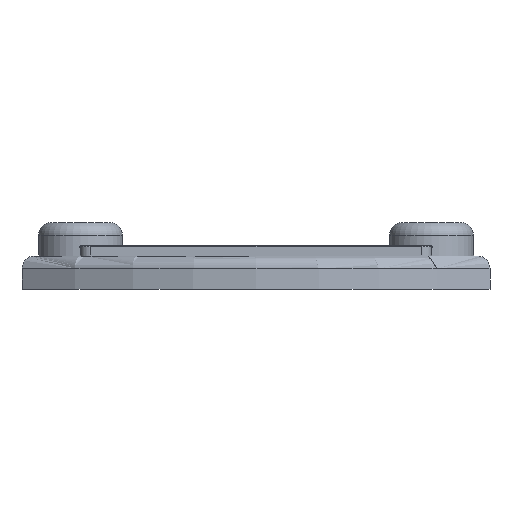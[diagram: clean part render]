
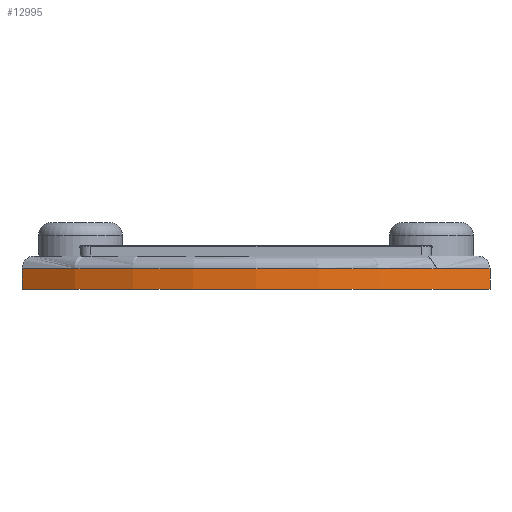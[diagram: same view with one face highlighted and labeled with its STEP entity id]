
A CAD part, left-side view. The second image highlights one B-rep face of the part: STEP entity #12995.
In plain terms, the highlighted cylindrical face has radius 23.25 mm (diameter 46.5 mm), a partial arc.
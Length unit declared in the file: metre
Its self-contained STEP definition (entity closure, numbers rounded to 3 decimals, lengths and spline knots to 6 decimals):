
#384=CYLINDRICAL_SURFACE('',#13949,0.02325);
#1040=CIRCLE('',#13950,0.02325);
#1041=CIRCLE('',#13951,0.02325);
#2423=ORIENTED_EDGE('',*,*,#6084,.F.);
#2424=ORIENTED_EDGE('',*,*,#6085,.T.);
#2425=ORIENTED_EDGE('',*,*,#6081,.T.);
#2426=ORIENTED_EDGE('',*,*,#6086,.T.);
#6081=EDGE_CURVE('',#7896,#7897,#9076,.T.);
#6084=EDGE_CURVE('',#7898,#7899,#9079,.T.);
#6085=EDGE_CURVE('',#7898,#7896,#1040,.F.);
#6086=EDGE_CURVE('',#7897,#7899,#1041,.T.);
#7896=VERTEX_POINT('',#20320);
#7897=VERTEX_POINT('',#20321);
#7898=VERTEX_POINT('',#20326);
#7899=VERTEX_POINT('',#20327);
#9076=LINE('',#20319,#10275);
#9079=LINE('',#20325,#10278);
#10275=VECTOR('',#16107,1.);
#10278=VECTOR('',#16112,1.);
#11086=EDGE_LOOP('',(#2423,#2424,#2425,#2426));
#11904=FACE_BOUND('',#11086,.T.);
#12995=ADVANCED_FACE('',(#11904),#384,.T.);
#13949=AXIS2_PLACEMENT_3D('',#20324,#16110,#16111);
#13950=AXIS2_PLACEMENT_3D('',#20328,#16113,#16114);
#13951=AXIS2_PLACEMENT_3D('',#20329,#16115,#16116);
#16107=DIRECTION('',(0.,0.,-1.));
#16110=DIRECTION('',(0.,0.,-1.));
#16111=DIRECTION('',(-1.,0.,0.));
#16112=DIRECTION('',(0.,0.,-1.));
#16113=DIRECTION('',(0.,0.,1.));
#16114=DIRECTION('',(1.,0.,0.));
#16115=DIRECTION('',(0.,0.,1.));
#16116=DIRECTION('',(1.,0.,0.));
#20319=CARTESIAN_POINT('',(-0.018562,0.014,0.002));
#20320=CARTESIAN_POINT('',(-0.018562,0.014,0.00125));
#20321=CARTESIAN_POINT('',(-0.018562,0.014,0.));
#20324=CARTESIAN_POINT('',(0.,0.,0.002));
#20325=CARTESIAN_POINT('',(-0.018562,-0.014,0.002));
#20326=CARTESIAN_POINT('',(-0.018562,-0.014,0.00125));
#20327=CARTESIAN_POINT('',(-0.018562,-0.014,0.));
#20328=CARTESIAN_POINT('',(0.,0.,0.00125));
#20329=CARTESIAN_POINT('',(0.,0.,0.));
